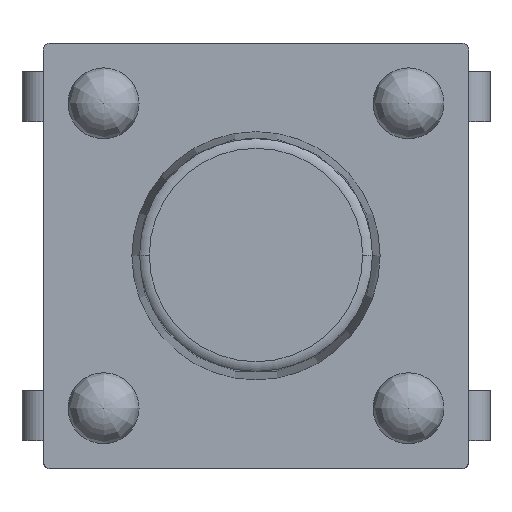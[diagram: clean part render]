
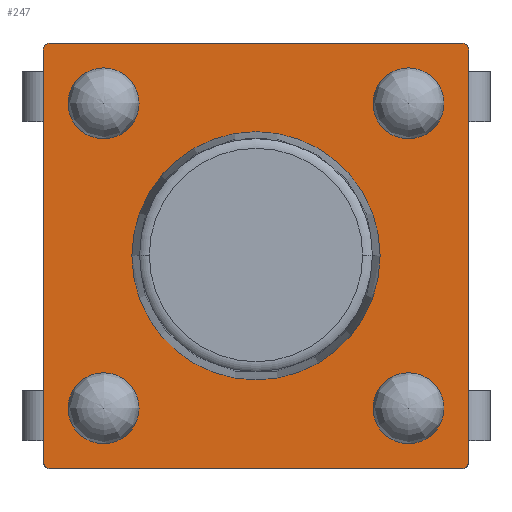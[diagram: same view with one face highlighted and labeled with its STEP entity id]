
A CAD part, top view. The second image highlights one B-rep face of the part: STEP entity #247.
In plain terms, the highlighted planar face has unit normal (0, 0, 1).
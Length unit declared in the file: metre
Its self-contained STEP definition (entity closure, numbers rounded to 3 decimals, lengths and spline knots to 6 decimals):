
#247=ADVANCED_FACE('3:2193',(#394,#395,#396,#397,#398,#399),#400,.T.);
#394=FACE_OUTER_BOUND('',#573,.T.);
#395=FACE_BOUND('',#574,.T.);
#396=FACE_BOUND('',#575,.T.);
#397=FACE_BOUND('',#576,.T.);
#398=FACE_BOUND('',#577,.T.);
#399=FACE_BOUND('',#578,.T.);
#400=PLANE('',#579);
#573=EDGE_LOOP('',(#926,#927,#928,#929,#930,#931,#932,#933));
#574=EDGE_LOOP('',(#934,#935));
#575=EDGE_LOOP('',(#936,#937));
#576=EDGE_LOOP('',(#938,#939));
#577=EDGE_LOOP('',(#940,#941));
#578=EDGE_LOOP('',(#942,#943));
#579=AXIS2_PLACEMENT_3D('',#944,#945,#946);
#926=ORIENTED_EDGE('',*,*,#1624,.T.);
#927=ORIENTED_EDGE('',*,*,#1620,.T.);
#928=ORIENTED_EDGE('',*,*,#1616,.T.);
#929=ORIENTED_EDGE('',*,*,#1612,.T.);
#930=ORIENTED_EDGE('',*,*,#1608,.T.);
#931=ORIENTED_EDGE('',*,*,#1604,.T.);
#932=ORIENTED_EDGE('',*,*,#1600,.T.);
#933=ORIENTED_EDGE('',*,*,#1596,.T.);
#934=ORIENTED_EDGE('',*,*,#1555,.T.);
#935=ORIENTED_EDGE('',*,*,#1592,.T.);
#936=ORIENTED_EDGE('',*,*,#1560,.T.);
#937=ORIENTED_EDGE('',*,*,#1589,.T.);
#938=ORIENTED_EDGE('',*,*,#1565,.T.);
#939=ORIENTED_EDGE('',*,*,#1586,.T.);
#940=ORIENTED_EDGE('',*,*,#1570,.T.);
#941=ORIENTED_EDGE('',*,*,#1583,.T.);
#942=ORIENTED_EDGE('',*,*,#1575,.T.);
#943=ORIENTED_EDGE('',*,*,#1580,.T.);
#944=CARTESIAN_POINT('',(0.0,0.0,0.0034));
#945=DIRECTION('',(0.0,0.0,1.0));
#946=DIRECTION('',(1.0,0.0,0.0));
#1555=EDGE_CURVE('3:2298',#2227,#2224,#2228,.F.);
#1560=EDGE_CURVE('3:2301',#2236,#2233,#2237,.F.);
#1565=EDGE_CURVE('3:2304',#2245,#2242,#2246,.F.);
#1570=EDGE_CURVE('3:2307',#2254,#2251,#2255,.F.);
#1575=EDGE_CURVE('3:2310',#2263,#2260,#2264,.F.);
#1580=EDGE_CURVE('3:2310',#2260,#2263,#2270,.F.);
#1583=EDGE_CURVE('3:2307',#2251,#2254,#2273,.F.);
#1586=EDGE_CURVE('3:2304',#2242,#2245,#2276,.F.);
#1589=EDGE_CURVE('3:2301',#2233,#2236,#2279,.F.);
#1592=EDGE_CURVE('3:2298',#2224,#2227,#2282,.F.);
#1596=EDGE_CURVE('3:2295',#2289,#2287,#2290,.T.);
#1600=EDGE_CURVE('3:2292',#2295,#2289,#2296,.T.);
#1604=EDGE_CURVE('3:2289',#2301,#2295,#2302,.T.);
#1608=EDGE_CURVE('3:2286',#2307,#2301,#2308,.T.);
#1612=EDGE_CURVE('3:2283',#2313,#2307,#2314,.T.);
#1616=EDGE_CURVE('3:2280',#2319,#2313,#2320,.T.);
#1620=EDGE_CURVE('3:2277',#2325,#2319,#2326,.T.);
#1624=EDGE_CURVE('3:2274',#2287,#2325,#2330,.T.);
#2224=VERTEX_POINT('',#2525);
#2227=VERTEX_POINT('',#2529);
#2228=CIRCLE('',#2530,0.00175);
#2233=VERTEX_POINT('',#2536);
#2236=VERTEX_POINT('',#2540);
#2237=CIRCLE('',#2541,0.0004);
#2242=VERTEX_POINT('',#2547);
#2245=VERTEX_POINT('',#2551);
#2246=CIRCLE('',#2552,0.0004);
#2251=VERTEX_POINT('',#2558);
#2254=VERTEX_POINT('',#2562);
#2255=CIRCLE('',#2563,0.0004);
#2260=VERTEX_POINT('',#2569);
#2263=VERTEX_POINT('',#2573);
#2264=CIRCLE('',#2574,0.0004);
#2270=CIRCLE('',#2581,0.0004);
#2273=CIRCLE('',#2584,0.0004);
#2276=CIRCLE('',#2587,0.0004);
#2279=CIRCLE('',#2590,0.0004);
#2282=CIRCLE('',#2593,0.00175);
#2287=VERTEX_POINT('',#2599);
#2289=VERTEX_POINT('',#2602);
#2290=LINE('',#2603,#2604);
#2295=VERTEX_POINT('',#2610);
#2296=CIRCLE('',#2611,0.0001);
#2301=VERTEX_POINT('',#2618);
#2302=LINE('',#2619,#2620);
#2307=VERTEX_POINT('',#2626);
#2308=CIRCLE('',#2627,0.0001);
#2313=VERTEX_POINT('',#2634);
#2314=LINE('',#2635,#2636);
#2319=VERTEX_POINT('',#2642);
#2320=CIRCLE('',#2643,0.0001);
#2325=VERTEX_POINT('',#2650);
#2326=LINE('',#2651,#2652);
#2330=CIRCLE('',#2657,0.0001);
#2525=CARTESIAN_POINT('',(0.00175,0.,0.0034));
#2529=CARTESIAN_POINT('',(-0.00175,0.,0.0034));
#2530=AXIS2_PLACEMENT_3D('',#2985,#2986,#2987);
#2536=CARTESIAN_POINT('',(-0.00175,0.00215,0.0034));
#2540=CARTESIAN_POINT('',(-0.00255,0.00215,0.0034));
#2541=AXIS2_PLACEMENT_3D('',#2993,#2994,#2995);
#2547=CARTESIAN_POINT('',(0.00255,0.00215,0.0034));
#2551=CARTESIAN_POINT('',(0.00175,0.00215,0.0034));
#2552=AXIS2_PLACEMENT_3D('',#3001,#3002,#3003);
#2558=CARTESIAN_POINT('',(0.00255,-0.00215,0.0034));
#2562=CARTESIAN_POINT('',(0.00175,-0.00215,0.0034));
#2563=AXIS2_PLACEMENT_3D('',#3009,#3010,#3011);
#2569=CARTESIAN_POINT('',(-0.00175,-0.00215,0.0034));
#2573=CARTESIAN_POINT('',(-0.00255,-0.00215,0.0034));
#2574=AXIS2_PLACEMENT_3D('',#3017,#3018,#3019);
#2581=AXIS2_PLACEMENT_3D('',#3027,#3028,#3029);
#2584=AXIS2_PLACEMENT_3D('',#3033,#3034,#3035);
#2587=AXIS2_PLACEMENT_3D('',#3039,#3040,#3041);
#2590=AXIS2_PLACEMENT_3D('',#3045,#3046,#3047);
#2593=AXIS2_PLACEMENT_3D('',#3051,#3052,#3053);
#2599=CARTESIAN_POINT('',(0.0029,-0.003,0.0034));
#2602=CARTESIAN_POINT('',(-0.0029,-0.003,0.0034));
#2603=CARTESIAN_POINT('',(-0.00145,-0.003,0.0034));
#2604=VECTOR('',#3056,1.0);
#2610=CARTESIAN_POINT('',(-0.003,-0.0029,0.0034));
#2611=AXIS2_PLACEMENT_3D('',#3061,#3062,#3063);
#2618=CARTESIAN_POINT('',(-0.003,0.0029,0.0034));
#2619=CARTESIAN_POINT('',(-0.003,0.00145,0.0034));
#2620=VECTOR('',#3066,1.0);
#2626=CARTESIAN_POINT('',(-0.0029,0.003,0.0034));
#2627=AXIS2_PLACEMENT_3D('',#3071,#3072,#3073);
#2634=CARTESIAN_POINT('',(0.0029,0.003,0.0034));
#2635=CARTESIAN_POINT('',(0.00145,0.003,0.0034));
#2636=VECTOR('',#3076,1.0);
#2642=CARTESIAN_POINT('',(0.003,0.0029,0.0034));
#2643=AXIS2_PLACEMENT_3D('',#3081,#3082,#3083);
#2650=CARTESIAN_POINT('',(0.003,-0.0029,0.0034));
#2651=CARTESIAN_POINT('',(0.003,-0.00145,0.0034));
#2652=VECTOR('',#3086,1.0);
#2657=AXIS2_PLACEMENT_3D('',#3091,#3092,#3093);
#2985=CARTESIAN_POINT('',(0.0,0.0,0.0034));
#2986=DIRECTION('',(0.0,0.0,1.0));
#2987=DIRECTION('',(1.0,0.0,0.0));
#2993=CARTESIAN_POINT('',(-0.00215,0.00215,0.0034));
#2994=DIRECTION('',(0.0,0.0,1.0));
#2995=DIRECTION('',(1.0,0.0,0.0));
#3001=CARTESIAN_POINT('',(0.00215,0.00215,0.0034));
#3002=DIRECTION('',(0.0,0.0,1.0));
#3003=DIRECTION('',(1.0,0.0,0.0));
#3009=CARTESIAN_POINT('',(0.00215,-0.00215,0.0034));
#3010=DIRECTION('',(0.0,0.0,1.0));
#3011=DIRECTION('',(1.0,0.0,0.0));
#3017=CARTESIAN_POINT('',(-0.00215,-0.00215,0.0034));
#3018=DIRECTION('',(0.0,0.0,1.0));
#3019=DIRECTION('',(1.0,0.0,0.0));
#3027=CARTESIAN_POINT('',(-0.00215,-0.00215,0.0034));
#3028=DIRECTION('',(0.0,0.0,1.0));
#3029=DIRECTION('',(1.0,0.0,0.0));
#3033=CARTESIAN_POINT('',(0.00215,-0.00215,0.0034));
#3034=DIRECTION('',(0.0,0.0,1.0));
#3035=DIRECTION('',(1.0,0.0,0.0));
#3039=CARTESIAN_POINT('',(0.00215,0.00215,0.0034));
#3040=DIRECTION('',(0.0,0.0,1.0));
#3041=DIRECTION('',(1.0,0.0,0.0));
#3045=CARTESIAN_POINT('',(-0.00215,0.00215,0.0034));
#3046=DIRECTION('',(0.0,0.0,1.0));
#3047=DIRECTION('',(1.0,0.0,0.0));
#3051=CARTESIAN_POINT('',(0.0,0.0,0.0034));
#3052=DIRECTION('',(0.0,0.0,1.0));
#3053=DIRECTION('',(1.0,0.0,0.0));
#3056=DIRECTION('',(1.0,0.0,-0.0));
#3061=CARTESIAN_POINT('',(-0.0029,-0.0029,0.0034));
#3062=DIRECTION('',(0.0,0.0,1.0));
#3063=DIRECTION('',(-1.0,0.0,0.0));
#3066=DIRECTION('',(0.0,-1.0,0.0));
#3071=CARTESIAN_POINT('',(-0.0029,0.0029,0.0034));
#3072=DIRECTION('',(0.0,-0.0,1.0));
#3073=DIRECTION('',(0.0,1.0,0.0));
#3076=DIRECTION('',(-1.0,0.0,0.0));
#3081=CARTESIAN_POINT('',(0.0029,0.0029,0.0034));
#3082=DIRECTION('',(0.0,0.0,1.0));
#3083=DIRECTION('',(1.0,0.0,0.0));
#3086=DIRECTION('',(0.0,1.0,0.0));
#3091=CARTESIAN_POINT('',(0.0029,-0.0029,0.0034));
#3092=DIRECTION('',(0.0,0.0,1.0));
#3093=DIRECTION('',(0.0,-1.0,0.0));
